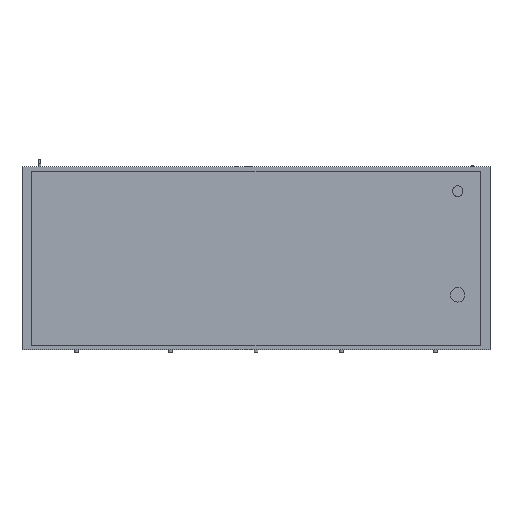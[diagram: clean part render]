
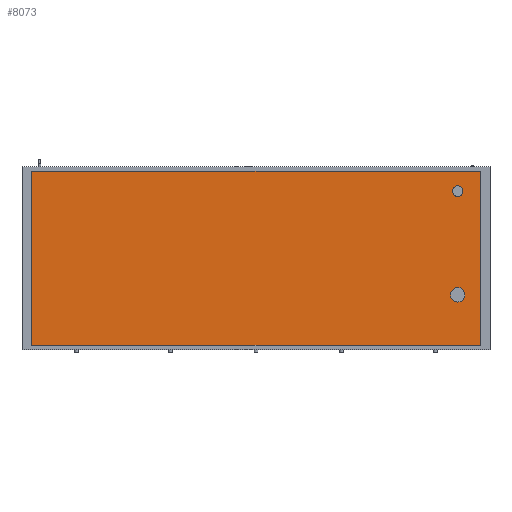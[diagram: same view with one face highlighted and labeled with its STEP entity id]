
A CAD part, front view. The second image highlights one B-rep face of the part: STEP entity #8073.
In plain terms, the highlighted planar face has unit normal (0, -1, 0).
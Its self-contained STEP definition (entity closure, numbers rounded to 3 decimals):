
#463=FACE_OUTER_BOUND('',#994,.T.);
#994=EDGE_LOOP('',(#5393,#5394,#5395,#5396));
#1544=LINE('',#11866,#2498);
#1547=LINE('',#11871,#2501);
#1548=LINE('',#11874,#2502);
#1549=LINE('',#11875,#2503);
#2498=VECTOR('',#9459,10.);
#2501=VECTOR('',#9464,10.);
#2502=VECTOR('',#9467,10.);
#2503=VECTOR('',#9468,10.);
#3443=VERTEX_POINT('',#11863);
#3444=VERTEX_POINT('',#11865);
#3445=VERTEX_POINT('',#11869);
#3446=VERTEX_POINT('',#11873);
#4216=EDGE_CURVE('',#3443,#3444,#1544,.T.);
#4219=EDGE_CURVE('',#3443,#3445,#1547,.T.);
#4220=EDGE_CURVE('',#3446,#3445,#1548,.T.);
#4221=EDGE_CURVE('',#3444,#3446,#1549,.T.);
#5393=ORIENTED_EDGE('',*,*,#4219,.T.);
#5394=ORIENTED_EDGE('',*,*,#4220,.F.);
#5395=ORIENTED_EDGE('',*,*,#4221,.F.);
#5396=ORIENTED_EDGE('',*,*,#4216,.F.);
#7638=PLANE('',#8696);
#8073=ADVANCED_FACE('',(#463),#7638,.T.);
#8696=AXIS2_PLACEMENT_3D('',#11872,#9465,#9466);
#9459=DIRECTION('',(0.,0.,1.));
#9464=DIRECTION('',(1.,0.,0.));
#9465=DIRECTION('center_axis',(0.,-1.,0.));
#9466=DIRECTION('ref_axis',(0.,0.,-1.));
#9467=DIRECTION('',(0.,0.,-1.));
#9468=DIRECTION('',(1.,0.,0.));
#11863=CARTESIAN_POINT('',(-850.,-185.,-330.));
#11865=CARTESIAN_POINT('',(-850.,-185.,330.));
#11866=CARTESIAN_POINT('',(-850.,-185.,330.));
#11869=CARTESIAN_POINT('',(850.,-185.,-330.));
#11871=CARTESIAN_POINT('',(0.,-185.,-330.));
#11872=CARTESIAN_POINT('Origin',(0.,-185.,330.));
#11873=CARTESIAN_POINT('',(850.,-185.,330.));
#11874=CARTESIAN_POINT('',(850.,-185.,330.));
#11875=CARTESIAN_POINT('',(0.,-185.,330.));
